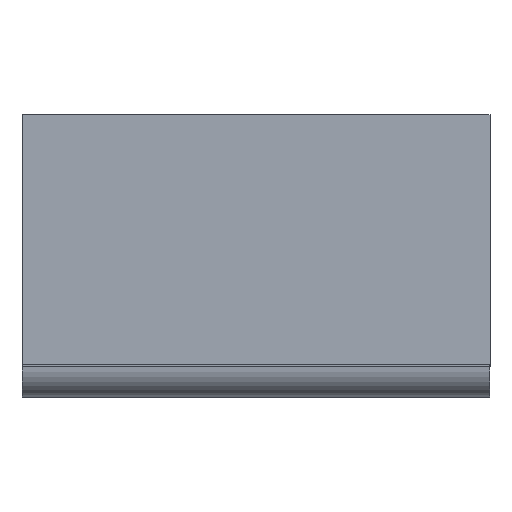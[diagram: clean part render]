
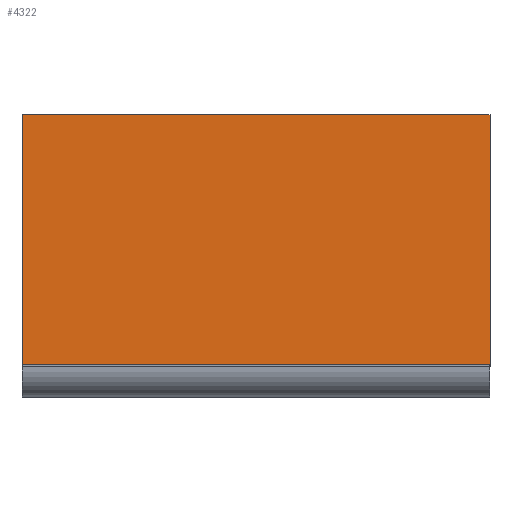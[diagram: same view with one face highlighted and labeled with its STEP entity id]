
A CAD part, left-side view. The second image highlights one B-rep face of the part: STEP entity #4322.
In plain terms, the highlighted planar face has unit normal (-1, 0, 0).
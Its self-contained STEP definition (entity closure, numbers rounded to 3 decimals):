
#379=PLANE('',#4578);
#624=FACE_OUTER_BOUND('',#903,.T.);
#903=EDGE_LOOP('',(#4009,#4010,#4011,#4012,#4013,#4014));
#1321=LINE('',#7630,#1759);
#1332=LINE('',#7661,#1770);
#1341=LINE('',#7680,#1779);
#1345=LINE('',#7689,#1783);
#1346=LINE('',#7690,#1784);
#1347=LINE('',#7691,#1785);
#1759=VECTOR('',#5428,10.);
#1770=VECTOR('',#5455,10.);
#1779=VECTOR('',#5472,10.);
#1783=VECTOR('',#5482,10.);
#1784=VECTOR('',#5483,10.);
#1785=VECTOR('',#5484,10.);
#2225=VERTEX_POINT('',#7626);
#2226=VERTEX_POINT('',#7628);
#2238=VERTEX_POINT('',#7660);
#2244=VERTEX_POINT('',#7679);
#2245=VERTEX_POINT('',#7687);
#2246=VERTEX_POINT('',#7688);
#2812=EDGE_CURVE('',#2226,#2225,#1321,.T.);
#2826=EDGE_CURVE('',#2238,#2225,#1332,.T.);
#2837=EDGE_CURVE('',#2244,#2238,#1341,.T.);
#2841=EDGE_CURVE('',#2245,#2246,#1345,.T.);
#2842=EDGE_CURVE('',#2244,#2246,#1346,.T.);
#2843=EDGE_CURVE('',#2245,#2226,#1347,.T.);
#4009=ORIENTED_EDGE('',*,*,#2841,.T.);
#4010=ORIENTED_EDGE('',*,*,#2842,.F.);
#4011=ORIENTED_EDGE('',*,*,#2837,.T.);
#4012=ORIENTED_EDGE('',*,*,#2826,.T.);
#4013=ORIENTED_EDGE('',*,*,#2812,.F.);
#4014=ORIENTED_EDGE('',*,*,#2843,.F.);
#4322=ADVANCED_FACE('',(#624),#379,.F.);
#4578=AXIS2_PLACEMENT_3D('',#7686,#5480,#5481);
#5428=DIRECTION('',(0.,1.,0.));
#5455=DIRECTION('',(0.,0.,-1.));
#5472=DIRECTION('',(0.,-1.,0.));
#5480=DIRECTION('center_axis',(1.,0.,0.));
#5481=DIRECTION('ref_axis',(0.,1.,0.));
#5482=DIRECTION('',(0.,1.,0.));
#5483=DIRECTION('',(0.,0.,1.));
#5484=DIRECTION('',(0.,0.,-1.));
#7626=CARTESIAN_POINT('',(-4.658,350.129,49.783));
#7628=CARTESIAN_POINT('',(-4.658,350.,49.783));
#7630=CARTESIAN_POINT('',(-4.658,350.,49.783));
#7660=CARTESIAN_POINT('',(-4.658,350.129,50.842));
#7661=CARTESIAN_POINT('',(-4.658,350.129,107.312));
#7679=CARTESIAN_POINT('',(-4.658,580.,50.842));
#7680=CARTESIAN_POINT('',(-4.658,400.864,50.842));
#7686=CARTESIAN_POINT('Origin',(-4.658,400.8,164.783));
#7687=CARTESIAN_POINT('',(-4.658,350.,173.783));
#7688=CARTESIAN_POINT('',(-4.658,580.,173.783));
#7689=CARTESIAN_POINT('',(-4.658,490.4,173.783));
#7690=CARTESIAN_POINT('',(-4.658,580.,49.783));
#7691=CARTESIAN_POINT('',(-4.658,350.,279.783));
